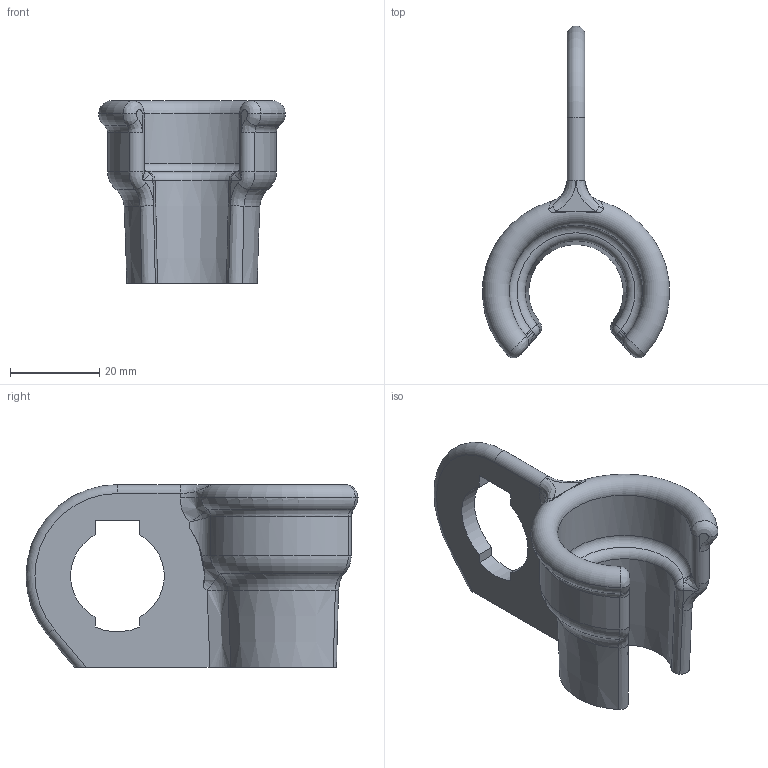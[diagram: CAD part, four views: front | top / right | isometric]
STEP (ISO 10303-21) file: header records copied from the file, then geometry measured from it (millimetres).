
FILE_DESCRIPTION(/* description */ ('STEP AP214'),/* implementation_level */ '2;1');
FILE_NAME(/* name */ '61160529a05442062c1300c5',/* time_stamp */ '2021-08-13T05:37:46+00:00',/* author */ (''),/* organization */ (''),/* preprocessor_version */ 'ST-DEVELOPER v18.1',/* originating_system */ ' ',/* authorisation */ ' ');
FILE_SCHEMA (('AUTOMOTIVE_DESIGN {1 0 10303 214 3 1 1}'));
Length unit declared in the file: metre
Products named in the file (1): Shower head holder
Bounding box: 41.91 x 74.48 x 41 mm (x, y, z)
Volume: 18096.5 mm3; surface area: 9671.8 mm2
Topology: 1 solids, 1 shells, 86 faces, 210 edges, 122 vertices
Faces by surface type: bspline 36, cylinder 18, plane 13, torus 12, sphere 4, cone 3
Entity records: 2959 total; most frequent: CARTESIAN_POINT 1198, ORIENTED_EDGE 412, DIRECTION 300, EDGE_CURVE 206, AXIS2_PLACEMENT_3D 131, VERTEX_POINT 122, B_SPLINE_CURVE_WITH_KNOTS 88, EDGE_LOOP 88
